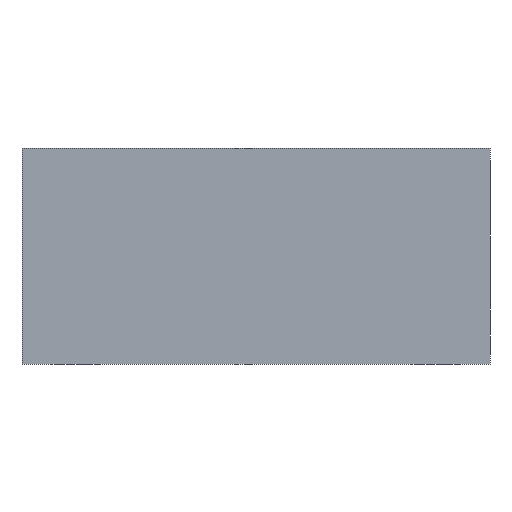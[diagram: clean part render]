
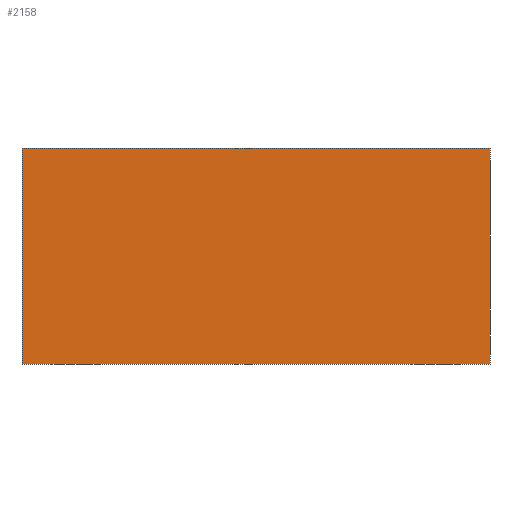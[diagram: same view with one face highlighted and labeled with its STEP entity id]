
A CAD part, front view. The second image highlights one B-rep face of the part: STEP entity #2158.
In plain terms, the highlighted planar face has unit normal (0, -1, 0).
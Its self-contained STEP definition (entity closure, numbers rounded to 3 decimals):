
#2071 = EDGE_CURVE ( 'NONE', #2139, #2185, #5760, .T. ) ;
#2093 = ORIENTED_EDGE ( 'NONE', *, *, #2071, .T. ) ;
#2139 = VERTEX_POINT ( 'NONE', #5823 ) ;
#2141 = ORIENTED_EDGE ( 'NONE', *, *, #2170, .F. ) ;
#2142 = ORIENTED_EDGE ( 'NONE', *, *, #2202, .F. ) ;
#2145 = EDGE_CURVE ( 'NONE', #2235, #2139, #5866, .T. ) ;
#2158 = ADVANCED_FACE ( 'NONE', ( #5891 ), #5890, .F. ) ;
#2167 = EDGE_LOOP ( 'NONE', ( #2093, #2141, #2142, #2205 ) ) ;
#2170 = EDGE_CURVE ( 'NONE', #2223, #2185, #5851, .T. ) ;
#2185 = VERTEX_POINT ( 'NONE', #5843 ) ;
#2202 = EDGE_CURVE ( 'NONE', #2235, #2223, #5844, .T. ) ;
#2205 = ORIENTED_EDGE ( 'NONE', *, *, #2145, .T. ) ;
#2223 = VERTEX_POINT ( 'NONE', #5841 ) ;
#2235 = VERTEX_POINT ( 'NONE', #5839 ) ;
#5554 = DIRECTION ( 'NONE',  ( 1., 0., 0. ) ) ;
#5555 = VECTOR ( 'NONE', #5554, 1000. ) ;
#5558 = CARTESIAN_POINT ( 'NONE',  ( -32.5, -20., -15. ) ) ;
#5760 = LINE ( 'NONE', #5558, #5555 ) ;
#5823 = CARTESIAN_POINT ( 'NONE',  ( -32.5, -20., -15. ) ) ;
#5837 = DIRECTION ( 'NONE',  ( 0., 0., 1. ) ) ;
#5838 = DIRECTION ( 'NONE',  ( 0., 1., 0. ) ) ;
#5839 = CARTESIAN_POINT ( 'NONE',  ( -32.5, -20., 15. ) ) ;
#5841 = CARTESIAN_POINT ( 'NONE',  ( 32.5, -20., 15. ) ) ;
#5843 = CARTESIAN_POINT ( 'NONE',  ( 32.5, -20., -15. ) ) ;
#5844 = LINE ( 'NONE', #5877, #5876 ) ;
#5848 = CARTESIAN_POINT ( 'NONE',  ( -32.5, -20., 15. ) ) ;
#5849 = AXIS2_PLACEMENT_3D ( 'NONE', #5848, #5838, #5837 ) ;
#5850 = CARTESIAN_POINT ( 'NONE',  ( 32.5, -20., 15. ) ) ;
#5851 = LINE ( 'NONE', #5850, #5894 ) ;
#5865 = CARTESIAN_POINT ( 'NONE',  ( -32.5, -20., 15. ) ) ;
#5866 = LINE ( 'NONE', #5865, #5869 ) ;
#5869 = VECTOR ( 'NONE', #5885, 1000. ) ;
#5875 = DIRECTION ( 'NONE',  ( 1., 0., 0. ) ) ;
#5876 = VECTOR ( 'NONE', #5875, 1000. ) ;
#5877 = CARTESIAN_POINT ( 'NONE',  ( -32.5, -20., 15. ) ) ;
#5885 = DIRECTION ( 'NONE',  ( 0., 0., -1. ) ) ;
#5890 = PLANE ( 'NONE',  #5849 ) ;
#5891 = FACE_OUTER_BOUND ( 'NONE', #2167, .T. ) ;
#5893 = DIRECTION ( 'NONE',  ( 0., 0., -1. ) ) ;
#5894 = VECTOR ( 'NONE', #5893, 1000. ) ;
